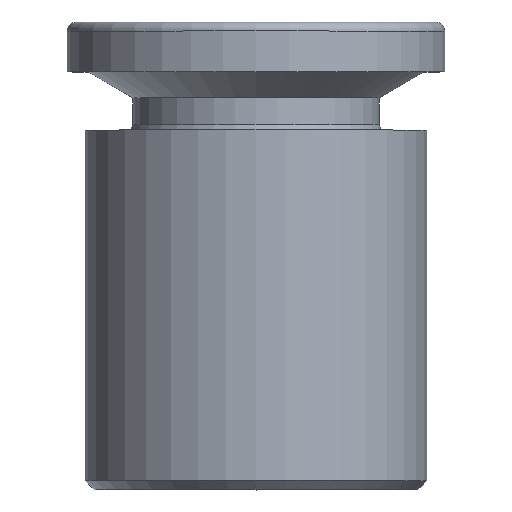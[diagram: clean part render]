
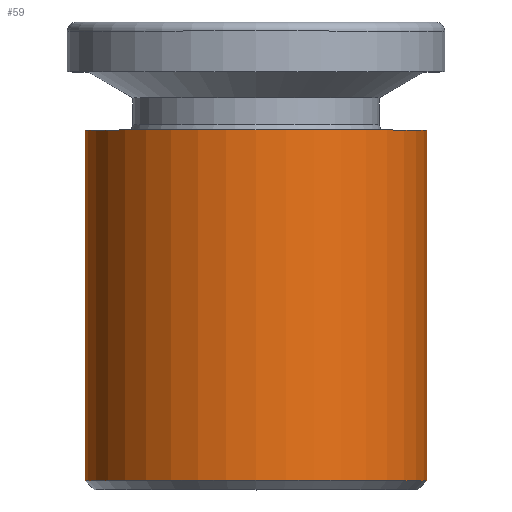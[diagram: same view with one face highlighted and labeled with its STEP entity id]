
A CAD part, top view. The second image highlights one B-rep face of the part: STEP entity #59.
In plain terms, the highlighted cylindrical face has radius 9.5 mm (diameter 19 mm), a full revolution.
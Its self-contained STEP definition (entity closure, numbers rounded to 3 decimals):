
#59 = ADVANCED_FACE( '', ( #126, #127 ), #128, .T. );
#126 = FACE_OUTER_BOUND( '', #199, .T. );
#127 = FACE_OUTER_BOUND( '', #200, .T. );
#128 = CYLINDRICAL_SURFACE( '', #201, 9.5 );
#199 = EDGE_LOOP( '', ( #284 ) );
#200 = EDGE_LOOP( '', ( #285 ) );
#201 = AXIS2_PLACEMENT_3D( '', #286, #287, #288 );
#284 = ORIENTED_EDGE( '', *, *, #353, .F. );
#285 = ORIENTED_EDGE( '', *, *, #354, .T. );
#286 = CARTESIAN_POINT( '', ( 0., 0., 0. ) );
#287 = DIRECTION( '', ( 0., 1., 0. ) );
#288 = DIRECTION( '', ( 0., 0., -1. ) );
#353 = EDGE_CURVE( '', #398, #398, #399, .T. );
#354 = EDGE_CURVE( '', #400, #400, #401, .T. );
#398 = VERTEX_POINT( '', #447 );
#399 = CIRCLE( '', #448, 9.5 );
#400 = VERTEX_POINT( '', #449 );
#401 = CIRCLE( '', #450, 9.5 );
#447 = CARTESIAN_POINT( '', ( 0., 0.5, -9.5 ) );
#448 = AXIS2_PLACEMENT_3D( '', #498, #499, #500 );
#449 = CARTESIAN_POINT( '', ( 0., 20., -9.5 ) );
#450 = AXIS2_PLACEMENT_3D( '', #501, #502, #503 );
#498 = CARTESIAN_POINT( '', ( 0., 0.5, 0. ) );
#499 = DIRECTION( '', ( 0., -1., 0. ) );
#500 = DIRECTION( '', ( 0., 0., -1. ) );
#501 = CARTESIAN_POINT( '', ( 0., 20., 0. ) );
#502 = DIRECTION( '', ( 0., -1., 0. ) );
#503 = DIRECTION( '', ( 0., 0., -1. ) );
